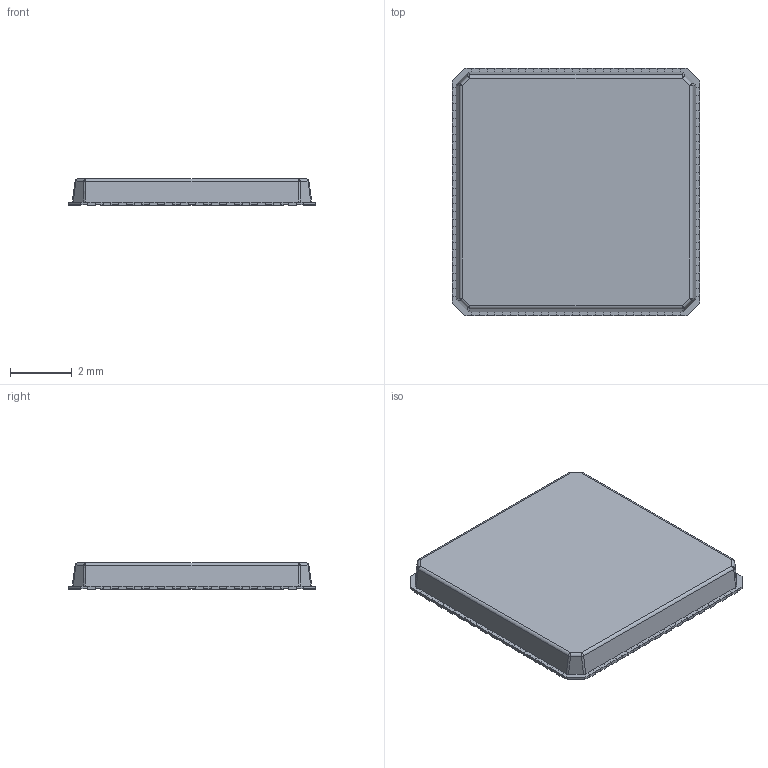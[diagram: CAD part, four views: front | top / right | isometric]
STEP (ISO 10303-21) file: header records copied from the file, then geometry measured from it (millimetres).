
FILE_DESCRIPTION(('FreeCAD Model'),'2;1');
FILE_NAME('lala.step' ,'2019-04-26T13:01:04',('kicad StepUp'),('ksu MCAD'), 'Open CASCADE STEP processor 7.3','FreeCAD','Unknown');
FILE_SCHEMA(('AUTOMOTIVE_DESIGN { 1 0 10303 214 1 1 1 1 }'));
Length unit declared in the file: millimetre
Products named in the file (1): lala
Bounding box: 8.02 x 8.02 x 0.85 mm (x, y, z)
Volume: 49.6 mm3; surface area: 150.7 mm2
Topology: 1 solids, 1 shells, 495 faces, 1348 edges, 848 vertices
Faces by surface type: plane 411, cylinder 60, bspline 16, sphere 8
Entity records: 19064 total; most frequent: CARTESIAN_POINT 3212, ORIENTED_EDGE 2680, DIRECTION 2404, EDGE_CURVE 1340, LINE 1172, VECTOR 1172, VERTEX_POINT 848, AXIS2_PLACEMENT_3D 616
